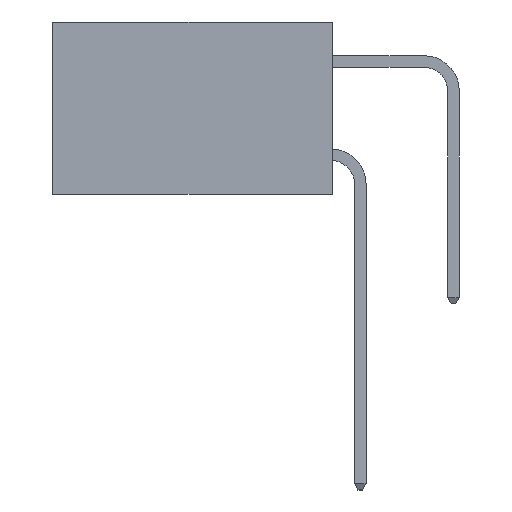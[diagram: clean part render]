
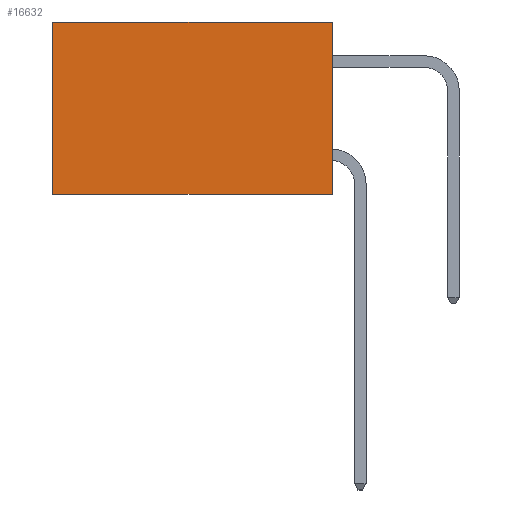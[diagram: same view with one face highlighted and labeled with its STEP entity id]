
A CAD part, left-side view. The second image highlights one B-rep face of the part: STEP entity #16632.
In plain terms, the highlighted planar face has unit normal (-1, 0, 0).
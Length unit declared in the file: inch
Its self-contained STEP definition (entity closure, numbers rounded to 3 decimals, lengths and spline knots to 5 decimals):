
#187 = EDGE_CURVE ( 'NONE', #8965, #12203, #11540, .T. ) ;
#828 = ORIENTED_EDGE ( 'NONE', *, *, #1802, .F. ) ;
#960 = CARTESIAN_POINT ( 'NONE',  ( 0.2615, 0., 0. ) ) ;
#1088 = CARTESIAN_POINT ( 'NONE',  ( 0.2615, 0., 0. ) ) ;
#1609 = VECTOR ( 'NONE', #2097, 39.37008 ) ;
#1638 = ORIENTED_EDGE ( 'NONE', *, *, #187, .T. ) ;
#1802 = EDGE_CURVE ( 'NONE', #5553, #12203, #5229, .T. ) ;
#2056 = CARTESIAN_POINT ( 'NONE',  ( 0.2615, 0., -0.37 ) ) ;
#2097 = DIRECTION ( 'NONE',  ( 0., 0., -1. ) ) ;
#2991 = VERTEX_POINT ( 'NONE', #1088 ) ;
#3153 = DIRECTION ( 'NONE',  ( 0., 1., 0. ) ) ;
#4634 = PLANE ( 'NONE',  #7573 ) ;
#4687 = VECTOR ( 'NONE', #6180, 39.37008 ) ;
#4751 = ORIENTED_EDGE ( 'NONE', *, *, #9538, .F. ) ;
#5229 = LINE ( 'NONE', #8591, #5634 ) ;
#5553 = VERTEX_POINT ( 'NONE', #12155 ) ;
#5634 = VECTOR ( 'NONE', #3153, 39.37008 ) ;
#6149 = EDGE_LOOP ( 'NONE', ( #1638, #828, #4751, #11088 ) ) ;
#6180 = DIRECTION ( 'NONE',  ( 0., 0., -1. ) ) ;
#7247 = DIRECTION ( 'NONE',  ( 0., 0., -1. ) ) ;
#7573 = AXIS2_PLACEMENT_3D ( 'NONE', #13596, #14863, #7247 ) ;
#8591 = CARTESIAN_POINT ( 'NONE',  ( 0.2615, 0., -0.37 ) ) ;
#8602 = LINE ( 'NONE', #2056, #1609 ) ;
#8965 = VERTEX_POINT ( 'NONE', #13009 ) ;
#9538 = EDGE_CURVE ( 'NONE', #2991, #5553, #8602, .T. ) ;
#11088 = ORIENTED_EDGE ( 'NONE', *, *, #12349, .T. ) ;
#11540 = LINE ( 'NONE', #14285, #4687 ) ;
#11662 = LINE ( 'NONE', #960, #13826 ) ;
#12155 = CARTESIAN_POINT ( 'NONE',  ( 0.2615, 0., -0.37 ) ) ;
#12203 = VERTEX_POINT ( 'NONE', #16197 ) ;
#12349 = EDGE_CURVE ( 'NONE', #2991, #8965, #11662, .T. ) ;
#12594 = FACE_OUTER_BOUND ( 'NONE', #6149, .T. ) ;
#13009 = CARTESIAN_POINT ( 'NONE',  ( 0.2615, 0.6, 0. ) ) ;
#13596 = CARTESIAN_POINT ( 'NONE',  ( 0.2615, 0., -0.37 ) ) ;
#13826 = VECTOR ( 'NONE', #13954, 39.37008 ) ;
#13954 = DIRECTION ( 'NONE',  ( 0., 1., 0. ) ) ;
#14285 = CARTESIAN_POINT ( 'NONE',  ( 0.2615, 0.6, -0.37 ) ) ;
#14863 = DIRECTION ( 'NONE',  ( 1., 0., 0. ) ) ;
#16197 = CARTESIAN_POINT ( 'NONE',  ( 0.2615, 0.6, -0.37 ) ) ;
#16632 = ADVANCED_FACE ( 'NONE', ( #12594 ), #4634, .F. ) ;
